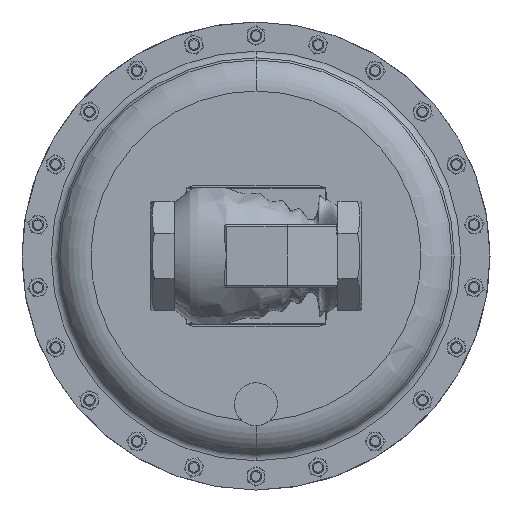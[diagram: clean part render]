
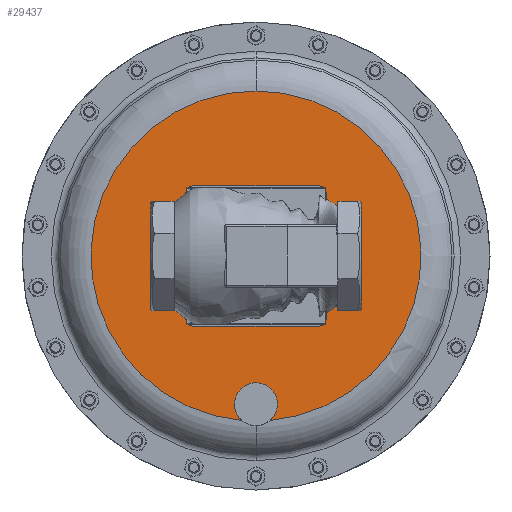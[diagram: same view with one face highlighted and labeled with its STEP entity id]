
A CAD part, front view. The second image highlights one B-rep face of the part: STEP entity #29437.
In plain terms, the highlighted planar face has unit normal (0, -1, 0).
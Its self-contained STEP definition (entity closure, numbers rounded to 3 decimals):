
#80 = EDGE_CURVE ( 'NONE', #35156, #41742, #12404, .T. ) ;
#731 = CIRCLE ( 'NONE', #28174, 0.687 ) ;
#968 = EDGE_CURVE ( 'NONE', #12752, #31175, #18318, .T. ) ;
#1523 = EDGE_CURVE ( 'NONE', #30802, #9712, #56718, .T. ) ;
#1757 = CARTESIAN_POINT ( 'NONE',  ( 2.889, 7.184, 0.1 ) ) ;
#3158 = DIRECTION ( 'NONE',  ( 0., -1., 0. ) ) ;
#3600 = CARTESIAN_POINT ( 'NONE',  ( 2.44, 7.184, 5.37 ) ) ;
#3692 = CIRCLE ( 'NONE', #23946, 0.687 ) ;
#5222 = ORIENTED_EDGE ( 'NONE', *, *, #33605, .F. ) ;
#7049 = ORIENTED_EDGE ( 'NONE', *, *, #29812, .F. ) ;
#8353 = CARTESIAN_POINT ( 'NONE',  ( 1.753, 7.184, 0.652 ) ) ;
#8538 = DIRECTION ( 'NONE',  ( 0., -1., 0. ) ) ;
#8629 = CIRCLE ( 'NONE', #22015, 5.289 ) ;
#9712 = VERTEX_POINT ( 'NONE', #44398 ) ;
#9962 = CARTESIAN_POINT ( 'NONE',  ( 2.44, 7.184, 5.37 ) ) ;
#12404 = CIRCLE ( 'NONE', #14584, 0.687 ) ;
#12752 = VERTEX_POINT ( 'NONE', #21533 ) ;
#13684 = CARTESIAN_POINT ( 'NONE',  ( 2.44, 7.184, 0.62 ) ) ;
#14584 = AXIS2_PLACEMENT_3D ( 'NONE', #13684, #46767, #42020 ) ;
#14763 = DIRECTION ( 'NONE',  ( 0., 0., -1. ) ) ;
#15719 = FACE_BOUND ( 'NONE', #47809, .T. ) ;
#16582 = CARTESIAN_POINT ( 'NONE',  ( 1.99, 7.184, 0.1 ) ) ;
#17228 = CARTESIAN_POINT ( 'NONE',  ( 2.44, 7.184, 5.37 ) ) ;
#18091 = DIRECTION ( 'NONE',  ( 0., 0., -1. ) ) ;
#18318 = CIRCLE ( 'NONE', #60865, 5.289 ) ;
#18522 = ORIENTED_EDGE ( 'NONE', *, *, #80, .F. ) ;
#20506 = AXIS2_PLACEMENT_3D ( 'NONE', #54117, #58854, #30562 ) ;
#20946 = ORIENTED_EDGE ( 'NONE', *, *, #968, .T. ) ;
#21533 = CARTESIAN_POINT ( 'NONE',  ( 2.44, 7.184, 10.66 ) ) ;
#21690 = AXIS2_PLACEMENT_3D ( 'NONE', #9962, #43074, #14763 ) ;
#21943 = PLANE ( 'NONE',  #37935 ) ;
#22015 = AXIS2_PLACEMENT_3D ( 'NONE', #50437, #22089, #55159 ) ;
#22089 = DIRECTION ( 'NONE',  ( 0., -1., 0. ) ) ;
#22367 = DIRECTION ( 'NONE',  ( 0., -1., 0. ) ) ;
#22843 = CARTESIAN_POINT ( 'NONE',  ( 2.44, 7.184, 0.62 ) ) ;
#23946 = AXIS2_PLACEMENT_3D ( 'NONE', #22843, #55901, #27599 ) ;
#27599 = DIRECTION ( 'NONE',  ( -0.999, 0., 0.046 ) ) ;
#28174 = AXIS2_PLACEMENT_3D ( 'NONE', #50700, #22367, #55448 ) ;
#29437 = ADVANCED_FACE ( 'NONE', ( #15719, #40858 ), #21943, .T. ) ;
#29812 = EDGE_CURVE ( 'NONE', #9712, #30802, #36428, .T. ) ;
#30099 = CARTESIAN_POINT ( 'NONE',  ( 2.44, 7.184, 4.4 ) ) ;
#30562 = DIRECTION ( 'NONE',  ( 0., 0., -1. ) ) ;
#30802 = VERTEX_POINT ( 'NONE', #30099 ) ;
#31175 = VERTEX_POINT ( 'NONE', #16582 ) ;
#33605 = EDGE_CURVE ( 'NONE', #41742, #42793, #731, .T. ) ;
#35156 = VERTEX_POINT ( 'NONE', #1757 ) ;
#36250 = DIRECTION ( 'NONE',  ( 0., 0., -1. ) ) ;
#36428 = CIRCLE ( 'NONE', #21690, 0.97 ) ;
#36435 = EDGE_LOOP ( 'NONE', ( #41837, #20946, #46702, #5222, #18522 ) ) ;
#37935 = AXIS2_PLACEMENT_3D ( 'NONE', #17228, #3158, #36250 ) ;
#39614 = EDGE_CURVE ( 'NONE', #42793, #31175, #3692, .T. ) ;
#40858 = FACE_OUTER_BOUND ( 'NONE', #36435, .T. ) ;
#41742 = VERTEX_POINT ( 'NONE', #43640 ) ;
#41837 = ORIENTED_EDGE ( 'NONE', *, *, #58631, .T. ) ;
#42020 = DIRECTION ( 'NONE',  ( -0.999, 0., 0.046 ) ) ;
#42793 = VERTEX_POINT ( 'NONE', #8353 ) ;
#43074 = DIRECTION ( 'NONE',  ( 0., -1., 0. ) ) ;
#43640 = CARTESIAN_POINT ( 'NONE',  ( 3.127, 7.184, 0.588 ) ) ;
#44398 = CARTESIAN_POINT ( 'NONE',  ( 2.44, 7.184, 6.34 ) ) ;
#46702 = ORIENTED_EDGE ( 'NONE', *, *, #39614, .F. ) ;
#46767 = DIRECTION ( 'NONE',  ( 0., -1., 0. ) ) ;
#47809 = EDGE_LOOP ( 'NONE', ( #53810, #7049 ) ) ;
#50437 = CARTESIAN_POINT ( 'NONE',  ( 2.44, 7.184, 5.37 ) ) ;
#50700 = CARTESIAN_POINT ( 'NONE',  ( 2.44, 7.184, 0.62 ) ) ;
#53810 = ORIENTED_EDGE ( 'NONE', *, *, #1523, .F. ) ;
#54117 = CARTESIAN_POINT ( 'NONE',  ( 2.44, 7.184, 5.37 ) ) ;
#55159 = DIRECTION ( 'NONE',  ( 0., 0., -1. ) ) ;
#55448 = DIRECTION ( 'NONE',  ( -0.999, 0., 0.046 ) ) ;
#55901 = DIRECTION ( 'NONE',  ( 0., -1., 0. ) ) ;
#56718 = CIRCLE ( 'NONE', #20506, 0.97 ) ;
#58631 = EDGE_CURVE ( 'NONE', #35156, #12752, #8629, .T. ) ;
#58854 = DIRECTION ( 'NONE',  ( 0., -1., 0. ) ) ;
#60865 = AXIS2_PLACEMENT_3D ( 'NONE', #3600, #8538, #18091 ) ;
